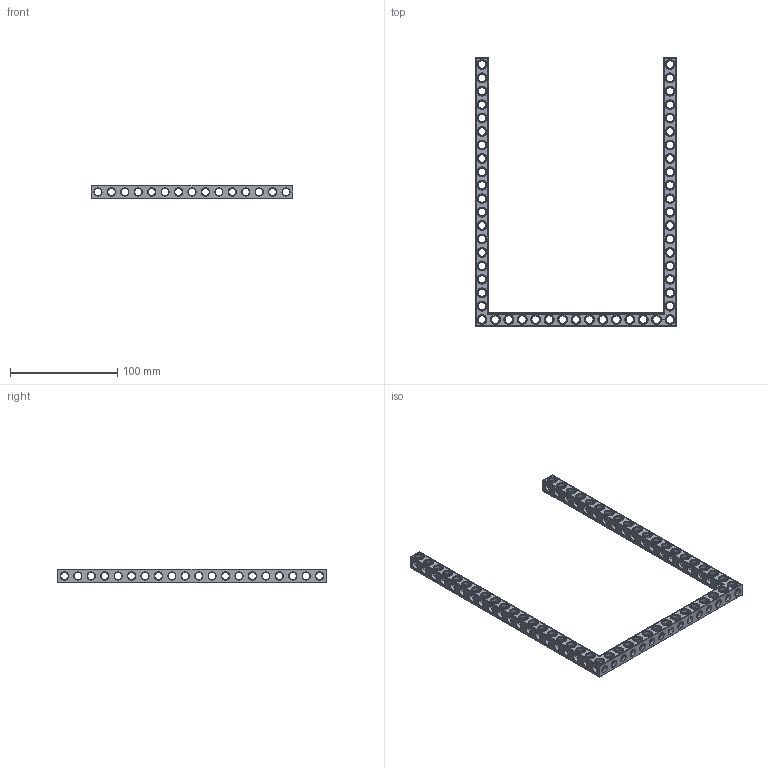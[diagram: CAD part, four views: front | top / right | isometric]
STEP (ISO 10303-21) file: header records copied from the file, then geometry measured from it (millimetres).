
FILE_DESCRIPTION(('FreeCAD Model'),'2;1');
FILE_NAME('Open CASCADE Shape Model','2022-03-06T13:49:40',('Author'),( ''),'Open CASCADE STEP processor 7.5','FreeCAD','Unknown');
FILE_SCHEMA(('AUTOMOTIVE_DESIGN { 1 0 10303 214 1 1 1 1 }'));
Products named in the file (1): Beam AGD ESS USH SYM BU15x20x01 - SPN-BEM-0555 (stemfie.org)
Bounding box: 187.5 x 250 x 12.5 mm (x, y, z)
Volume: 51792.6 mm3; surface area: 46159.8 mm2
Topology: 1 solids, 1 shells, 1132 faces, 3523 edges, 2266 vertices
Faces by surface type: plane 429, cylinder 319, cone 214, extrusion 170
Full cylindrical faces by diameter (mm): 6.98 x42, 7 x224, 9.2 x53
Entity records: 286080 total; most frequent: CARTESIAN_POINT 220924, DIRECTION 10489, ORIENTED_EDGE 7046, PCURVE 7046, DEFINITIONAL_REPRESENTATION 7046, VECTOR 6188, LINE 6018, EDGE_CURVE 3523
